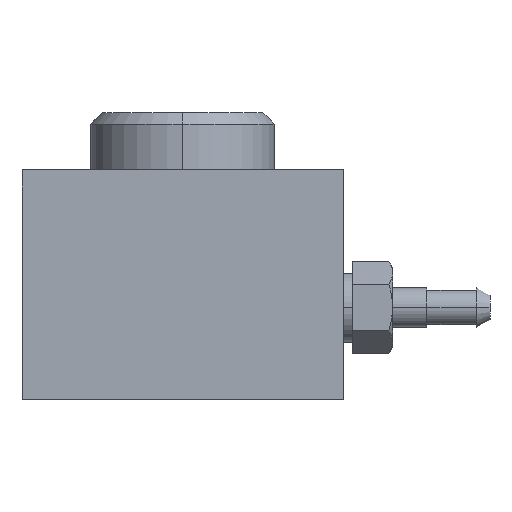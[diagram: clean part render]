
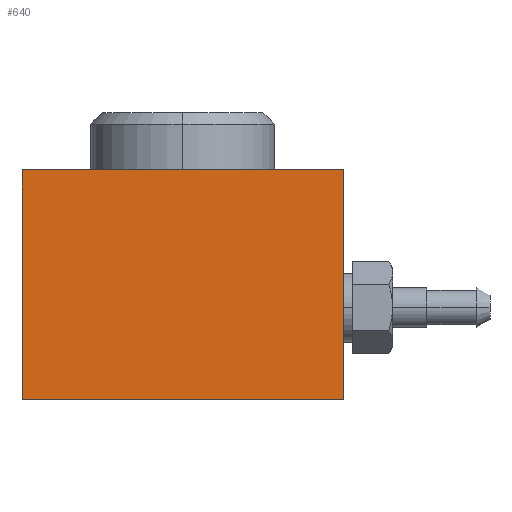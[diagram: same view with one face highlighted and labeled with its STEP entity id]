
A CAD part, left-side view. The second image highlights one B-rep face of the part: STEP entity #640.
In plain terms, the highlighted planar face has unit normal (-1, 0, 0).
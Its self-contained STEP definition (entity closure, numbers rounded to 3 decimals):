
#334=EDGE_CURVE('',#692,#470,#820,.T.);
#374=EDGE_CURVE('',#470,#426,#867,.T.);
#420=EDGE_CURVE('',#682,#426,#916,.T.);
#426=VERTEX_POINT('',#922);
#470=VERTEX_POINT('',#968);
#640=ADVANCED_FACE('',(#1163),#1164,.T.);
#672=EDGE_CURVE('',#682,#692,#1200,.T.);
#682=VERTEX_POINT('',#1211);
#692=VERTEX_POINT('',#1222);
#820=LINE('',#1388,#1389);
#867=LINE('',#1464,#1465);
#916=LINE('',#1535,#1536);
#922=CARTESIAN_POINT('',(-14.0,-14.0,20.0));
#968=CARTESIAN_POINT('',(-14.0,-14.0,0.0));
#1163=FACE_OUTER_BOUND('',#1923,.T.);
#1164=PLANE('',#1924);
#1200=LINE('',#1974,#1975);
#1211=CARTESIAN_POINT('',(-14.0,14.0,20.0));
#1222=CARTESIAN_POINT('',(-14.0,14.0,0.0));
#1388=CARTESIAN_POINT('',(-14.0,0.,0.0));
#1389=VECTOR('',#2140,1.0);
#1464=CARTESIAN_POINT('',(-14.0,-14.0,20.0));
#1465=VECTOR('',#2197,1.0);
#1535=CARTESIAN_POINT('',(-14.0,0.,20.0));
#1536=VECTOR('',#2237,1.0);
#1923=EDGE_LOOP('',(#2531,#2532,#2533,#2534));
#1924=AXIS2_PLACEMENT_3D('',#2535,#2536,#2537);
#1974=CARTESIAN_POINT('',(-14.0,14.0,20.0));
#1975=VECTOR('',#2588,1.0);
#2140=DIRECTION('',(0.0,-1.0,0.));
#2197=DIRECTION('',(0.0,0.,1.0));
#2237=DIRECTION('',(0.0,-1.0,0.));
#2531=ORIENTED_EDGE('',*,*,#374,.T.);
#2532=ORIENTED_EDGE('',*,*,#420,.F.);
#2533=ORIENTED_EDGE('',*,*,#672,.T.);
#2534=ORIENTED_EDGE('',*,*,#334,.T.);
#2535=CARTESIAN_POINT('',(-14.0,0.,0.0));
#2536=DIRECTION('',(-1.0,0.0,0.0));
#2537=DIRECTION('',(0.0,-1.0,0.));
#2588=DIRECTION('',(0.0,0.,-1.0));
